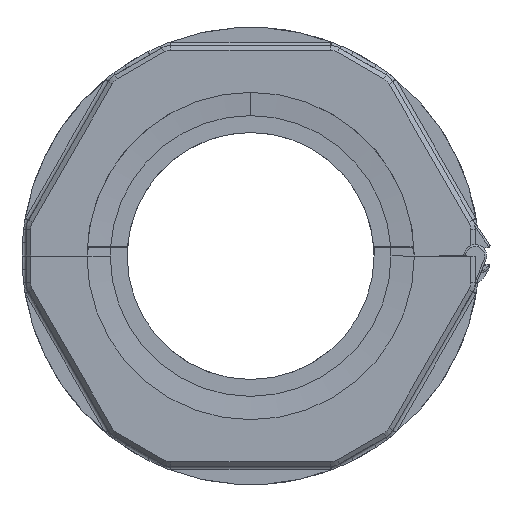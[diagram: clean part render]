
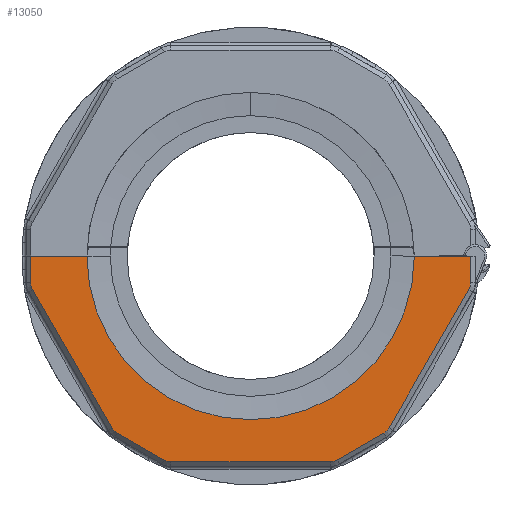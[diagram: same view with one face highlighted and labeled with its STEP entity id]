
A CAD part, left-side view. The second image highlights one B-rep face of the part: STEP entity #13050.
In plain terms, the highlighted planar face has unit normal (-1, 0, 0).
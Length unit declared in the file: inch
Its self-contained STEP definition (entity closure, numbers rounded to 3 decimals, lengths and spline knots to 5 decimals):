
#198 = DIRECTION ( 'NONE',  ( -1., 0., 0. ) ) ;
#707 = DIRECTION ( 'NONE',  ( 0., 0., -1. ) ) ;
#1463 = DIRECTION ( 'NONE',  ( 0., 1., 0. ) ) ;
#1568 = AXIS2_PLACEMENT_3D ( 'NONE', #21386, #21049, #13523 ) ;
#1620 = DIRECTION ( 'NONE',  ( 1., 0., 0. ) ) ;
#2151 = LINE ( 'NONE', #22053, #6604 ) ;
#2319 = DIRECTION ( 'NONE',  ( 0., 0., -1. ) ) ;
#2371 = EDGE_CURVE ( 'NONE', #5167, #5947, #19934, .T. ) ;
#2392 = DIRECTION ( 'NONE',  ( 0., 0., -1. ) ) ;
#2589 = LINE ( 'NONE', #2915, #2806 ) ;
#2806 = VECTOR ( 'NONE', #12774, 39.37008 ) ;
#2844 = CARTESIAN_POINT ( 'NONE',  ( -0.7874, -0.93926, -0.14481 ) ) ;
#2915 = CARTESIAN_POINT ( 'NONE',  ( -0.7874, 1.685, 0. ) ) ;
#3328 = CARTESIAN_POINT ( 'NONE',  ( -0.7874, 0.70472, 0. ) ) ;
#3705 = AXIS2_PLACEMENT_3D ( 'NONE', #20627, #30822, #33005 ) ;
#3824 = VERTEX_POINT ( 'NONE', #12621 ) ;
#4284 = VECTOR ( 'NONE', #1463, 39.37008 ) ;
#4501 = DIRECTION ( 'NONE',  ( 0., -0.866, -0.5 ) ) ;
#5062 = EDGE_CURVE ( 'NONE', #9839, #25517, #14489, .T. ) ;
#5167 = VERTEX_POINT ( 'NONE', #29959 ) ;
#5336 = ORIENTED_EDGE ( 'NONE', *, *, #27194, .T. ) ;
#5947 = VERTEX_POINT ( 'NONE', #7995 ) ;
#6332 = DIRECTION ( 'NONE',  ( 0., -0.866, 0.5 ) ) ;
#6398 = VERTEX_POINT ( 'NONE', #3328 ) ;
#6604 = VECTOR ( 'NONE', #12342, 39.37008 ) ;
#7265 = CIRCLE ( 'NONE', #12072, 0.05906 ) ;
#7562 = DIRECTION ( 'NONE',  ( 0., 0., 1. ) ) ;
#7601 = EDGE_CURVE ( 'NONE', #3824, #30095, #25129, .T. ) ;
#7995 = CARTESIAN_POINT ( 'NONE',  ( -0.7874, -0.94717, 0. ) ) ;
#8141 = AXIS2_PLACEMENT_3D ( 'NONE', #29083, #16359, #17010 ) ;
#8277 = AXIS2_PLACEMENT_3D ( 'NONE', #32052, #1620, #29550 ) ;
#8569 = CARTESIAN_POINT ( 'NONE',  ( -0.7874, -0.57342, -0.76263 ) ) ;
#8651 = LINE ( 'NONE', #19176, #4284 ) ;
#9795 = VECTOR ( 'NONE', #2319, 39.37008 ) ;
#9839 = VERTEX_POINT ( 'NONE', #28618 ) ;
#9894 = DIRECTION ( 'NONE',  ( 0., -0.5, 0.866 ) ) ;
#9981 = CARTESIAN_POINT ( 'NONE',  ( -0.7874, -0.37375, -0.87791 ) ) ;
#10073 = EDGE_CURVE ( 'NONE', #19642, #9839, #24603, .T. ) ;
#10379 = DIRECTION ( 'NONE',  ( 0., 0., -1. ) ) ;
#10611 = ORIENTED_EDGE ( 'NONE', *, *, #21646, .T. ) ;
#11013 = PLANE ( 'NONE',  #1568 ) ;
#11125 = EDGE_CURVE ( 'NONE', #26330, #23182, #18794, .T. ) ;
#11202 = DIRECTION ( 'NONE',  ( 0., -1., 0. ) ) ;
#11271 = CARTESIAN_POINT ( 'NONE',  ( -0.7874, 0.37375, -0.87791 ) ) ;
#11327 = CARTESIAN_POINT ( 'NONE',  ( -0.7874, -0.37375, -0.87791 ) ) ;
#11732 = DIRECTION ( 'NONE',  ( -1., 0., 0. ) ) ;
#11858 = CARTESIAN_POINT ( 'NONE',  ( -0.7874, -0.80512, -0.88583 ) ) ;
#11867 = EDGE_CURVE ( 'NONE', #5947, #30741, #2589, .T. ) ;
#12072 = AXIS2_PLACEMENT_3D ( 'NONE', #23095, #198, #10379 ) ;
#12087 = CARTESIAN_POINT ( 'NONE',  ( -0.7874, 0.88811, -0.11528 ) ) ;
#12342 = DIRECTION ( 'NONE',  ( 0., -0.5, -0.866 ) ) ;
#12621 = CARTESIAN_POINT ( 'NONE',  ( -0.7874, -0.59504, -0.74102 ) ) ;
#12774 = DIRECTION ( 'NONE',  ( 0., 1., 0. ) ) ;
#12834 = ORIENTED_EDGE ( 'NONE', *, *, #28973, .T. ) ;
#12912 = ORIENTED_EDGE ( 'NONE', *, *, #11867, .T. ) ;
#13048 = VERTEX_POINT ( 'NONE', #18539 ) ;
#13050 = ADVANCED_FACE ( 'NONE', ( #15717 ), #11013, .T. ) ;
#13122 = ORIENTED_EDGE ( 'NONE', *, *, #7601, .T. ) ;
#13280 = CARTESIAN_POINT ( 'NONE',  ( -0.7874, -0.70472, 0. ) ) ;
#13523 = DIRECTION ( 'NONE',  ( 0., -1., 0. ) ) ;
#13636 = VERTEX_POINT ( 'NONE', #22163 ) ;
#13774 = ORIENTED_EDGE ( 'NONE', *, *, #5062, .T. ) ;
#14068 = EDGE_CURVE ( 'NONE', #31758, #13048, #25632, .T. ) ;
#14351 = VECTOR ( 'NONE', #9894, 39.37008 ) ;
#14489 = CIRCLE ( 'NONE', #23024, 0.05906 ) ;
#14507 = VECTOR ( 'NONE', #11202, 39.37008 ) ;
#14924 = DIRECTION ( 'NONE',  ( -1., 0., 0. ) ) ;
#15099 = CIRCLE ( 'NONE', #21520, 0.05906 ) ;
#15717 = FACE_OUTER_BOUND ( 'NONE', #20829, .T. ) ;
#15912 = DIRECTION ( 'NONE',  ( -1., 0., 0. ) ) ;
#16301 = VERTEX_POINT ( 'NONE', #8569 ) ;
#16359 = DIRECTION ( 'NONE',  ( -1., 0., 0. ) ) ;
#17002 = LINE ( 'NONE', #11327, #21304 ) ;
#17010 = DIRECTION ( 'NONE',  ( 0., 0., -1. ) ) ;
#17516 = CARTESIAN_POINT ( 'NONE',  ( -0.7874, 0.94717, -0.11528 ) ) ;
#17522 = LINE ( 'NONE', #22059, #31081 ) ;
#17959 = CARTESIAN_POINT ( 'NONE',  ( -0.7874, 0.57342, -0.76263 ) ) ;
#18539 = CARTESIAN_POINT ( 'NONE',  ( -0.7874, 0.93926, -0.14481 ) ) ;
#18702 = EDGE_CURVE ( 'NONE', #27666, #19642, #28793, .T. ) ;
#18794 = CIRCLE ( 'NONE', #8141, 0.05906 ) ;
#19176 = CARTESIAN_POINT ( 'NONE',  ( -0.7874, 1.685, 0. ) ) ;
#19522 = EDGE_CURVE ( 'NONE', #25517, #16301, #17002, .T. ) ;
#19642 = VERTEX_POINT ( 'NONE', #20992 ) ;
#19695 = CARTESIAN_POINT ( 'NONE',  ( -0.7874, 0.94717, 0. ) ) ;
#19761 = CARTESIAN_POINT ( 'NONE',  ( -0.7874, -0.59504, -0.74102 ) ) ;
#19934 = LINE ( 'NONE', #30132, #28302 ) ;
#20401 = CARTESIAN_POINT ( 'NONE',  ( -0.7874, 0.59504, -0.74102 ) ) ;
#20627 = CARTESIAN_POINT ( 'NONE',  ( -0.7874, 0.34422, -0.82677 ) ) ;
#20829 = EDGE_LOOP ( 'NONE', ( #13122, #22174, #32056, #12912, #5336, #10611, #29909, #22791, #23609, #24105, #26821, #32093, #23756, #13774, #29351, #12834 ) ) ;
#20992 = CARTESIAN_POINT ( 'NONE',  ( -0.7874, 0.34422, -0.88583 ) ) ;
#21049 = DIRECTION ( 'NONE',  ( -1., 0., 0. ) ) ;
#21304 = VECTOR ( 'NONE', #6332, 39.37008 ) ;
#21386 = CARTESIAN_POINT ( 'NONE',  ( -0.7874, -0.80512, 0. ) ) ;
#21520 = AXIS2_PLACEMENT_3D ( 'NONE', #23295, #15912, #707 ) ;
#21646 = EDGE_CURVE ( 'NONE', #6398, #13636, #8651, .T. ) ;
#22053 = CARTESIAN_POINT ( 'NONE',  ( -0.7874, 0.93926, -0.14481 ) ) ;
#22059 = CARTESIAN_POINT ( 'NONE',  ( -0.7874, 0.57342, -0.76263 ) ) ;
#22163 = CARTESIAN_POINT ( 'NONE',  ( -0.7874, 0.94717, 0. ) ) ;
#22174 = ORIENTED_EDGE ( 'NONE', *, *, #31133, .T. ) ;
#22791 = ORIENTED_EDGE ( 'NONE', *, *, #14068, .T. ) ;
#23024 = AXIS2_PLACEMENT_3D ( 'NONE', #23965, #11732, #29308 ) ;
#23095 = CARTESIAN_POINT ( 'NONE',  ( -0.7874, -0.5439, -0.71149 ) ) ;
#23182 = VERTEX_POINT ( 'NONE', #17959 ) ;
#23255 = CIRCLE ( 'NONE', #8277, 0.70472 ) ;
#23295 = CARTESIAN_POINT ( 'NONE',  ( -0.7874, -0.88811, -0.11528 ) ) ;
#23609 = ORIENTED_EDGE ( 'NONE', *, *, #31739, .T. ) ;
#23756 = ORIENTED_EDGE ( 'NONE', *, *, #10073, .T. ) ;
#23965 = CARTESIAN_POINT ( 'NONE',  ( -0.7874, -0.34422, -0.82677 ) ) ;
#24105 = ORIENTED_EDGE ( 'NONE', *, *, #11125, .T. ) ;
#24603 = LINE ( 'NONE', #11858, #14507 ) ;
#25129 = LINE ( 'NONE', #19761, #14351 ) ;
#25238 = LINE ( 'NONE', #19695, #9795 ) ;
#25517 = VERTEX_POINT ( 'NONE', #9981 ) ;
#25632 = CIRCLE ( 'NONE', #27248, 0.05906 ) ;
#26330 = VERTEX_POINT ( 'NONE', #20401 ) ;
#26821 = ORIENTED_EDGE ( 'NONE', *, *, #32627, .T. ) ;
#27194 = EDGE_CURVE ( 'NONE', #30741, #6398, #23255, .T. ) ;
#27248 = AXIS2_PLACEMENT_3D ( 'NONE', #12087, #14924, #2392 ) ;
#27666 = VERTEX_POINT ( 'NONE', #11271 ) ;
#28302 = VECTOR ( 'NONE', #7562, 39.37008 ) ;
#28618 = CARTESIAN_POINT ( 'NONE',  ( -0.7874, -0.34422, -0.88583 ) ) ;
#28793 = CIRCLE ( 'NONE', #3705, 0.05906 ) ;
#28973 = EDGE_CURVE ( 'NONE', #16301, #3824, #7265, .T. ) ;
#29083 = CARTESIAN_POINT ( 'NONE',  ( -0.7874, 0.5439, -0.71149 ) ) ;
#29308 = DIRECTION ( 'NONE',  ( 0., 0., -1. ) ) ;
#29351 = ORIENTED_EDGE ( 'NONE', *, *, #19522, .T. ) ;
#29550 = DIRECTION ( 'NONE',  ( 0., 1., 0. ) ) ;
#29909 = ORIENTED_EDGE ( 'NONE', *, *, #31757, .T. ) ;
#29959 = CARTESIAN_POINT ( 'NONE',  ( -0.7874, -0.94717, -0.11528 ) ) ;
#30095 = VERTEX_POINT ( 'NONE', #2844 ) ;
#30132 = CARTESIAN_POINT ( 'NONE',  ( -0.7874, -0.94717, 0. ) ) ;
#30741 = VERTEX_POINT ( 'NONE', #13280 ) ;
#30822 = DIRECTION ( 'NONE',  ( -1., 0., 0. ) ) ;
#31081 = VECTOR ( 'NONE', #4501, 39.37008 ) ;
#31133 = EDGE_CURVE ( 'NONE', #30095, #5167, #15099, .T. ) ;
#31739 = EDGE_CURVE ( 'NONE', #13048, #26330, #2151, .T. ) ;
#31757 = EDGE_CURVE ( 'NONE', #13636, #31758, #25238, .T. ) ;
#31758 = VERTEX_POINT ( 'NONE', #17516 ) ;
#32052 = CARTESIAN_POINT ( 'NONE',  ( -0.7874, 0., 0. ) ) ;
#32056 = ORIENTED_EDGE ( 'NONE', *, *, #2371, .T. ) ;
#32093 = ORIENTED_EDGE ( 'NONE', *, *, #18702, .T. ) ;
#32627 = EDGE_CURVE ( 'NONE', #23182, #27666, #17522, .T. ) ;
#33005 = DIRECTION ( 'NONE',  ( 0., 0., -1. ) ) ;
